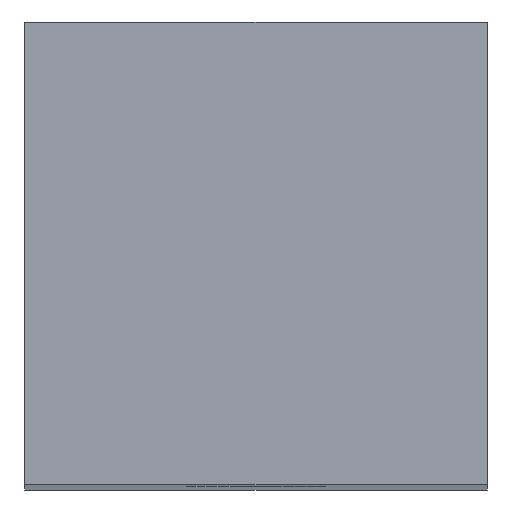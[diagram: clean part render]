
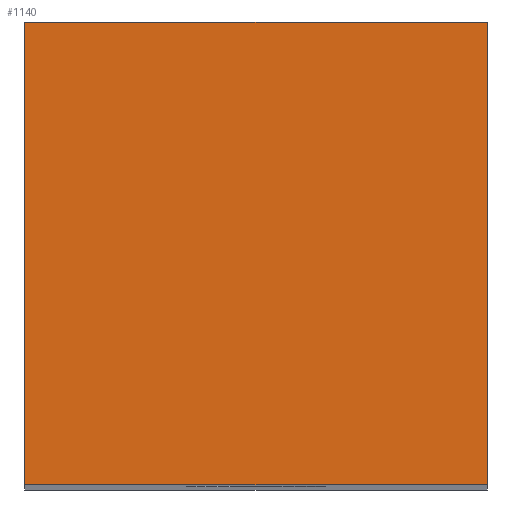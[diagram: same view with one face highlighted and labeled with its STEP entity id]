
A CAD part, top view. The second image highlights one B-rep face of the part: STEP entity #1140.
In plain terms, the highlighted planar face has unit normal (0, 0, 1).
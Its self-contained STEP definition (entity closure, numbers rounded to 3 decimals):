
#840=CARTESIAN_POINT('',(2.5,2.5,33.8));
#841=VERTEX_POINT('',#840);
#848=CARTESIAN_POINT('',(2.5,-2.5,33.8));
#849=VERTEX_POINT('',#848);
#850=CARTESIAN_POINT('',(2.5,2.5,33.8));
#851=DIRECTION('',(0.0,-1.0,0.0));
#852=VECTOR('',#851,5.0);
#853=LINE('',#850,#852);
#854=EDGE_CURVE('',#841,#849,#853,.T.);
#1033=CARTESIAN_POINT('',(-2.5,-2.5,33.8));
#1034=VERTEX_POINT('',#1033);
#1041=CARTESIAN_POINT('',(-2.5,2.5,33.8));
#1042=VERTEX_POINT('',#1041);
#1043=CARTESIAN_POINT('',(-2.5,-2.5,33.8));
#1044=DIRECTION('',(0.0,1.0,0.0));
#1045=VECTOR('',#1044,5.0);
#1046=LINE('',#1043,#1045);
#1047=EDGE_CURVE('',#1034,#1042,#1046,.T.);
#1082=CARTESIAN_POINT('',(-2.5,2.5,33.8));
#1083=DIRECTION('',(1.0,0.0,0.0));
#1084=VECTOR('',#1083,5.0);
#1085=LINE('',#1082,#1084);
#1086=EDGE_CURVE('',#1042,#841,#1085,.T.);
#1109=CARTESIAN_POINT('',(2.5,-2.5,33.8));
#1110=DIRECTION('',(-1.0,0.0,0.0));
#1111=VECTOR('',#1110,5.0);
#1112=LINE('',#1109,#1111);
#1113=EDGE_CURVE('',#849,#1034,#1112,.T.);
#1129=CARTESIAN_POINT('',(0.0,0.,33.8));
#1130=DIRECTION('',(0.0,0.0,1.0));
#1131=DIRECTION('',(1.0,0.0,0.0));
#1132=AXIS2_PLACEMENT_3D('',#1129,#1130,#1131);
#1133=PLANE('',#1132);
#1134=ORIENTED_EDGE('',*,*,#854,.F.);
#1135=ORIENTED_EDGE('',*,*,#1086,.F.);
#1136=ORIENTED_EDGE('',*,*,#1047,.F.);
#1137=ORIENTED_EDGE('',*,*,#1113,.F.);
#1138=EDGE_LOOP('',(#1134,#1135,#1136,#1137));
#1139=FACE_OUTER_BOUND('',#1138,.T.);
#1140=ADVANCED_FACE('',(#1139),#1133,.T.);
